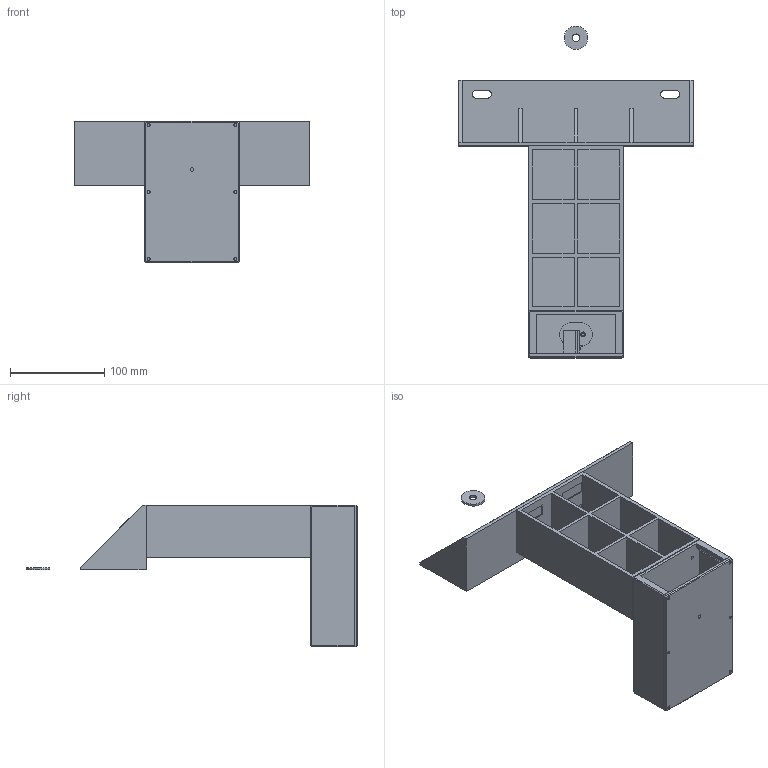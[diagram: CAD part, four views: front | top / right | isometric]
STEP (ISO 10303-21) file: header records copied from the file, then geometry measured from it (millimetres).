
FILE_DESCRIPTION(/* description */ (''),/* implementation_level */ '2;1');
FILE_NAME(/* name */ 'Eject_lever.step',/* time_stamp */ '2022-09-17T17:31:34+02:00',/* author */ (''),/* organization */ (''),/* preprocessor_version */ 'ST-DEVELOPER v19',/* originating_system */ 'Autodesk Translation Framework v11.7.0.108',/* authorisation */ '');
FILE_SCHEMA (('AUTOMOTIVE_DESIGN { 1 0 10303 214 3 1 1 }'));
Length unit declared in the file: millimetre
Products named in the file (1): Bracket
Bounding box: 250 x 352.5 x 150 mm (x, y, z)
Volume: 635246.5 mm3; surface area: 340247.3 mm2
Topology: 7 solids, 7 shells, 252 faces, 618 edges, 405 vertices
Faces by surface type: plane 198, cylinder 52, cone 2
Full cylindrical faces by diameter (mm): 2.95 x16, 3.8 x1, 4 x8, 8.1 x1, 10 x1, 25 x1
Entity records: 7455 total; most frequent: CARTESIAN_POINT 1276, ORIENTED_EDGE 1236, DIRECTION 1232, EDGE_CURVE 618, LINE 510, VECTOR 510, VERTEX_POINT 405, AXIS2_PLACEMENT_3D 361
